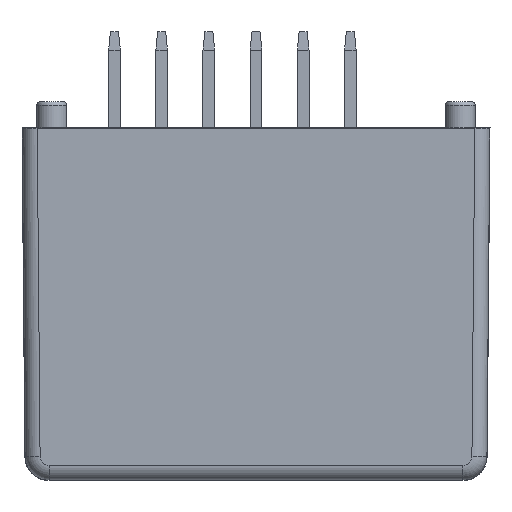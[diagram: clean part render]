
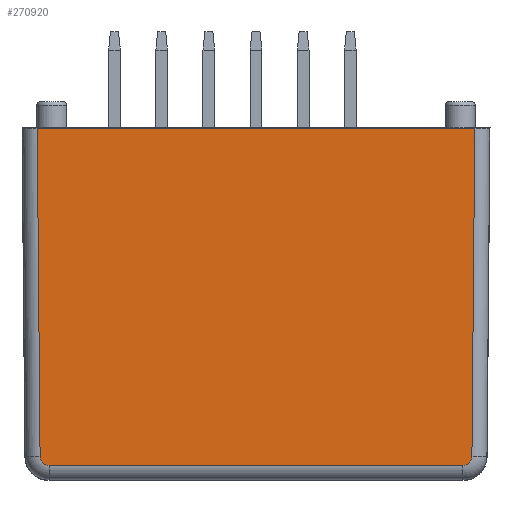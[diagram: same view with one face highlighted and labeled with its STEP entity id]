
A CAD part, front view. The second image highlights one B-rep face of the part: STEP entity #270920.
In plain terms, the highlighted planar face has unit normal (0, -1, 0).
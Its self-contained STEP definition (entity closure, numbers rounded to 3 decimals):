
#260020=CARTESIAN_POINT('',(11.145,-23.4,-8.181));
#260030=VERTEX_POINT('',#260020);
#260190=CARTESIAN_POINT('',(-11.145,-23.4,-8.181));
#260200=VERTEX_POINT('',#260190);
#260230=CARTESIAN_POINT('',(0.,-23.4,-8.181));
#260240=DIRECTION('',(1.,0.,0.));
#260250=VECTOR('',#260240,1.);
#260260=LINE('',#260230,#260250);
#260270=EDGE_CURVE('',#260200,#260030,#260260,.T.);
#260660=CARTESIAN_POINT('',(11.626,-23.4,-7.704));
#260670=VERTEX_POINT('',#260660);
#260780=CARTESIAN_POINT('',(11.145,-23.4,-7.7));
#260790=DIRECTION('',(0.,1.,-0.));
#260800=DIRECTION('',(1.,0.,0.));
#260810=AXIS2_PLACEMENT_3D('',#260780,#260790,#260800);
#260820=CIRCLE('',#260810,0.481);
#260830=EDGE_CURVE('',#260670,#260030,#260820,.T.);
#266080=CARTESIAN_POINT('',(11.781,-23.4,9.974));
#266090=VERTEX_POINT('',#266080);
#266120=CARTESIAN_POINT('',(0.,-23.4,9.974));
#266130=DIRECTION('',(-1.,0.,0.));
#266140=VECTOR('',#266130,1.);
#266150=LINE('',#266120,#266140);
#266160=CARTESIAN_POINT('',(-11.781,-23.4,9.974));
#266170=VERTEX_POINT('',#266160);
#266180=EDGE_CURVE('',#266090,#266170,#266150,.T.);
#269050=CARTESIAN_POINT('',(11.619,-23.4,-8.528));
#269060=DIRECTION('',(0.009,0.,1.));
#269070=VECTOR('',#269060,1.);
#269080=LINE('',#269050,#269070);
#269090=EDGE_CURVE('',#260670,#266090,#269080,.T.);
#270460=CARTESIAN_POINT('',(-11.626,-23.4,-7.704));
#270470=VERTEX_POINT('',#270460);
#270520=CARTESIAN_POINT('',(-11.619,-23.4,-8.528));
#270530=DIRECTION('',(0.009,0.,-1.));
#270540=VECTOR('',#270530,1.);
#270550=LINE('',#270520,#270540);
#270560=EDGE_CURVE('',#266170,#270470,#270550,.T.);
#270690=CARTESIAN_POINT('',(-11.145,-23.4,-7.7));
#270700=DIRECTION('',(0.,1.,-0.));
#270710=DIRECTION('',(1.,0.,0.));
#270720=AXIS2_PLACEMENT_3D('',#270690,#270700,#270710);
#270730=CIRCLE('',#270720,0.481);
#270740=EDGE_CURVE('',#260200,#270470,#270730,.T.);
#270790=CARTESIAN_POINT('',(0.,-23.4,-8.528));
#270800=DIRECTION('',(-0.,-1.,-0.));
#270810=DIRECTION('',(-1.,0.,0.));
#270820=AXIS2_PLACEMENT_3D('',#270790,#270800,#270810);
#270830=PLANE('',#270820);
#270840=ORIENTED_EDGE('',*,*,#260830,.F.);
#270850=ORIENTED_EDGE('',*,*,#260270,.T.);
#270860=ORIENTED_EDGE('',*,*,#270740,.F.);
#270870=ORIENTED_EDGE('',*,*,#270560,.T.);
#270880=ORIENTED_EDGE('',*,*,#266180,.T.);
#270890=ORIENTED_EDGE('',*,*,#269090,.T.);
#270900=EDGE_LOOP('',(#270890,#270880,#270870,#270860,#270850,#270840));
#270910=FACE_OUTER_BOUND('',#270900,.T.);
#270920=ADVANCED_FACE('',(#270910),#270830,.T.);
